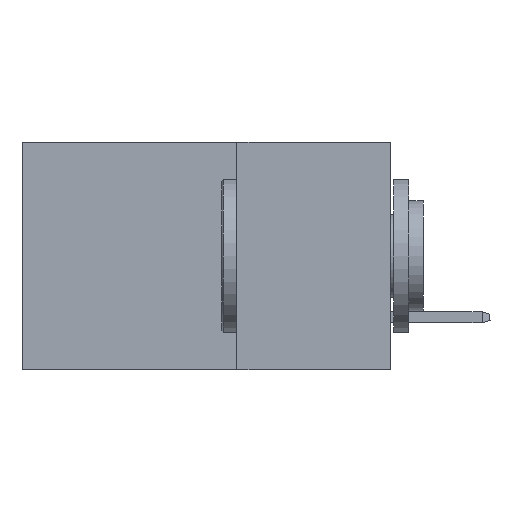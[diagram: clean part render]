
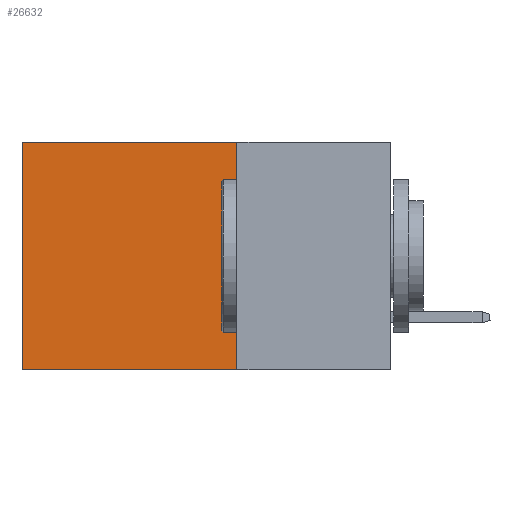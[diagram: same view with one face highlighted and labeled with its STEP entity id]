
A CAD part, left-side view. The second image highlights one B-rep face of the part: STEP entity #26632.
In plain terms, the highlighted planar face has unit normal (-1, 0, 0).
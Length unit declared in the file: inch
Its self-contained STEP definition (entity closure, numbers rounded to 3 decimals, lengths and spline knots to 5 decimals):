
#1202 = VECTOR ( 'NONE', #21420, 39.37008 ) ;
#1405 = CARTESIAN_POINT ( 'NONE',  ( 0.2875, 0.6, 0. ) ) ;
#4280 = LINE ( 'NONE', #39212, #38049 ) ;
#7360 = CARTESIAN_POINT ( 'NONE',  ( 0.2875, 0.25, -0.37 ) ) ;
#13021 = EDGE_LOOP ( 'NONE', ( #44273, #38347, #15882, #22380 ) ) ;
#15087 = VECTOR ( 'NONE', #22299, 39.37008 ) ;
#15399 = LINE ( 'NONE', #25415, #1202 ) ;
#15882 = ORIENTED_EDGE ( 'NONE', *, *, #25219, .F. ) ;
#18046 = CARTESIAN_POINT ( 'NONE',  ( 0.2875, 0.25, 0. ) ) ;
#20097 = FACE_OUTER_BOUND ( 'NONE', #13021, .T. ) ;
#21245 = VECTOR ( 'NONE', #46661, 39.37008 ) ;
#21420 = DIRECTION ( 'NONE',  ( 0., 1., 0. ) ) ;
#22299 = DIRECTION ( 'NONE',  ( 0., 1., 0. ) ) ;
#22380 = ORIENTED_EDGE ( 'NONE', *, *, #45787, .T. ) ;
#22462 = CARTESIAN_POINT ( 'NONE',  ( 0.2875, 0.25, 0. ) ) ;
#25219 = EDGE_CURVE ( 'NONE', #33985, #27410, #4280, .T. ) ;
#25415 = CARTESIAN_POINT ( 'NONE',  ( 0.2875, 0.25, -0.37 ) ) ;
#26632 = ADVANCED_FACE ( 'NONE', ( #20097 ), #44746, .F. ) ;
#27410 = VERTEX_POINT ( 'NONE', #7360 ) ;
#29137 = DIRECTION ( 'NONE',  ( 1., 0., 0. ) ) ;
#29794 = AXIS2_PLACEMENT_3D ( 'NONE', #18046, #29137, #48565 ) ;
#30569 = VERTEX_POINT ( 'NONE', #46477 ) ;
#32939 = EDGE_CURVE ( 'NONE', #27410, #46963, #15399, .T. ) ;
#33962 = EDGE_CURVE ( 'NONE', #30569, #46963, #40812, .T. ) ;
#33985 = VERTEX_POINT ( 'NONE', #42669 ) ;
#35210 = LINE ( 'NONE', #22462, #15087 ) ;
#38049 = VECTOR ( 'NONE', #47184, 39.37008 ) ;
#38347 = ORIENTED_EDGE ( 'NONE', *, *, #32939, .F. ) ;
#39212 = CARTESIAN_POINT ( 'NONE',  ( 0.2875, 0.25, 0. ) ) ;
#40708 = CARTESIAN_POINT ( 'NONE',  ( 0.2875, 0.6, -0.37 ) ) ;
#40812 = LINE ( 'NONE', #1405, #21245 ) ;
#42669 = CARTESIAN_POINT ( 'NONE',  ( 0.2875, 0.25, 0. ) ) ;
#44273 = ORIENTED_EDGE ( 'NONE', *, *, #33962, .T. ) ;
#44746 = PLANE ( 'NONE',  #29794 ) ;
#45787 = EDGE_CURVE ( 'NONE', #33985, #30569, #35210, .T. ) ;
#46477 = CARTESIAN_POINT ( 'NONE',  ( 0.2875, 0.6, 0. ) ) ;
#46661 = DIRECTION ( 'NONE',  ( 0., 0., -1. ) ) ;
#46963 = VERTEX_POINT ( 'NONE', #40708 ) ;
#47184 = DIRECTION ( 'NONE',  ( 0., 0., -1. ) ) ;
#48565 = DIRECTION ( 'NONE',  ( 0., 0., -1. ) ) ;
